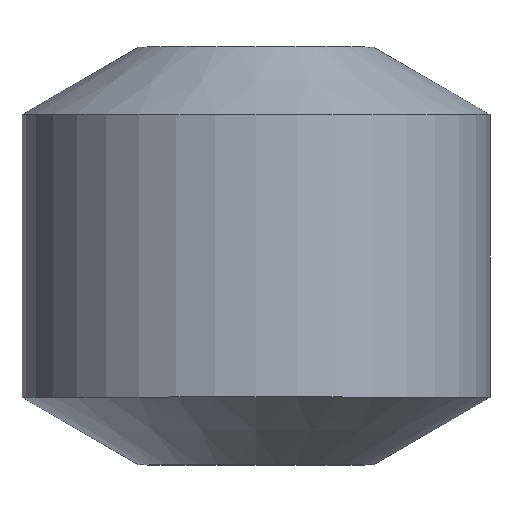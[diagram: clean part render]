
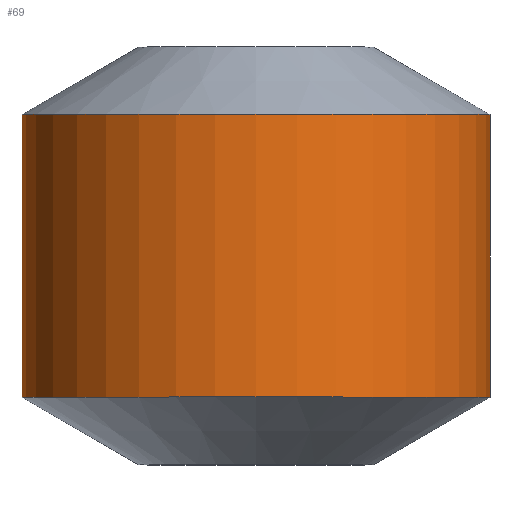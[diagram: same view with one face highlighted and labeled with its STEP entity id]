
A CAD part, top view. The second image highlights one B-rep face of the part: STEP entity #69.
In plain terms, the highlighted cylindrical face has radius 28 mm (diameter 56 mm), a full revolution.
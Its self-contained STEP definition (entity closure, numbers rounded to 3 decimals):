
#1 = CARTESIAN_POINT ( 'NONE',  ( 0., 8.083, 0. ) ) ;
#2 = AXIS2_PLACEMENT_3D ( 'NONE', #1, #35, #21 ) ;
#9 = EDGE_LOOP ( 'NONE', ( #26 ) ) ;
#11 = CYLINDRICAL_SURFACE ( 'NONE', #110, 28. ) ;
#12 = CIRCLE ( 'NONE', #2, 28. ) ;
#13 = CARTESIAN_POINT ( 'NONE',  ( 0., 8.083, -28. ) ) ;
#21 = DIRECTION ( 'NONE',  ( 0., 0., -1. ) ) ;
#26 = ORIENTED_EDGE ( 'NONE', *, *, #64, .F. ) ;
#32 = VERTEX_POINT ( 'NONE', #13 ) ;
#35 = DIRECTION ( 'NONE',  ( 0., -1., 0. ) ) ;
#39 = VERTEX_POINT ( 'NONE', #111 ) ;
#43 = EDGE_CURVE ( 'NONE', #39, #39, #87, .T. ) ;
#46 = DIRECTION ( 'NONE',  ( 0., -1., 0. ) ) ;
#56 = AXIS2_PLACEMENT_3D ( 'NONE', #88, #46, #106 ) ;
#58 = FACE_OUTER_BOUND ( 'NONE', #78, .T. ) ;
#64 = EDGE_CURVE ( 'NONE', #32, #32, #12, .T. ) ;
#65 = ORIENTED_EDGE ( 'NONE', *, *, #43, .T. ) ;
#69 = ADVANCED_FACE ( 'NONE', ( #58, #99 ), #11, .T. ) ;
#77 = CARTESIAN_POINT ( 'NONE',  ( 0., 0., 0. ) ) ;
#78 = EDGE_LOOP ( 'NONE', ( #65 ) ) ;
#87 = CIRCLE ( 'NONE', #56, 28. ) ;
#88 = CARTESIAN_POINT ( 'NONE',  ( 0., 41.917, 0. ) ) ;
#89 = DIRECTION ( 'NONE',  ( 0., -1., 0. ) ) ;
#99 = FACE_OUTER_BOUND ( 'NONE', #9, .T. ) ;
#106 = DIRECTION ( 'NONE',  ( 0., 0., -1. ) ) ;
#110 = AXIS2_PLACEMENT_3D ( 'NONE', #77, #89, #119 ) ;
#111 = CARTESIAN_POINT ( 'NONE',  ( 0., 41.917, -28. ) ) ;
#119 = DIRECTION ( 'NONE',  ( 0., 0., -1. ) ) ;
